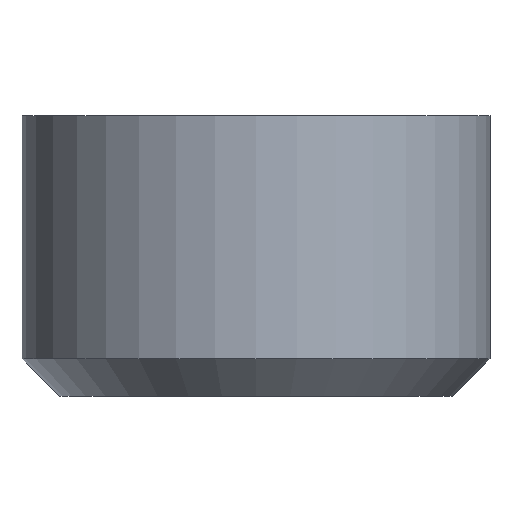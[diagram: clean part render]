
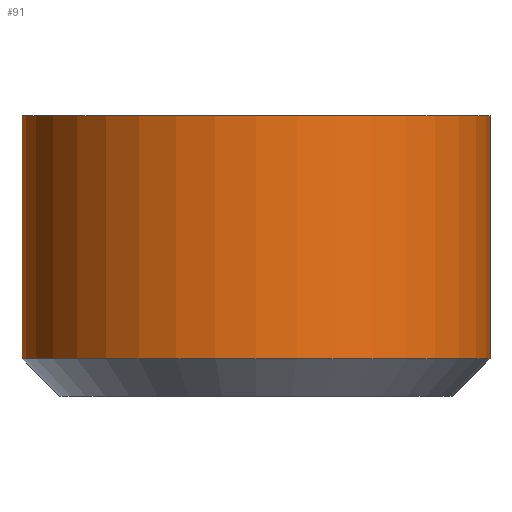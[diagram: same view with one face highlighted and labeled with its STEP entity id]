
A CAD part, front view. The second image highlights one B-rep face of the part: STEP entity #91.
In plain terms, the highlighted cylindrical face has radius 2.5 mm (diameter 5 mm), a full revolution.
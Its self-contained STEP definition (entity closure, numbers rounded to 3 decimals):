
#20=CYLINDRICAL_SURFACE('',#117,2.5);
#25=FACE_OUTER_BOUND('',#32,.T.);
#32=EDGE_LOOP('',(#79,#80,#81,#82));
#38=LINE('',#170,#42);
#42=VECTOR('',#146,2.5);
#46=CIRCLE('',#113,2.5);
#47=CIRCLE('',#115,2.5);
#52=VERTEX_POINT('',#161);
#53=VERTEX_POINT('',#164);
#60=EDGE_CURVE('',#52,#52,#46,.T.);
#61=EDGE_CURVE('',#53,#53,#47,.T.);
#64=EDGE_CURVE('',#52,#53,#38,.T.);
#79=ORIENTED_EDGE('',*,*,#60,.F.);
#80=ORIENTED_EDGE('',*,*,#64,.T.);
#81=ORIENTED_EDGE('',*,*,#61,.F.);
#82=ORIENTED_EDGE('',*,*,#64,.F.);
#91=ADVANCED_FACE('',(#25),#20,.T.);
#113=AXIS2_PLACEMENT_3D('',#162,#135,#136);
#115=AXIS2_PLACEMENT_3D('',#165,#139,#140);
#117=AXIS2_PLACEMENT_3D('',#169,#144,#145);
#135=DIRECTION('center_axis',(0.,0.,1.));
#136=DIRECTION('ref_axis',(1.,0.,0.));
#139=DIRECTION('center_axis',(0.,0.,-1.));
#140=DIRECTION('ref_axis',(1.,0.,0.));
#144=DIRECTION('center_axis',(0.,0.,1.));
#145=DIRECTION('ref_axis',(1.,0.,0.));
#146=DIRECTION('',(0.,0.,-1.));
#161=CARTESIAN_POINT('',(9.,-29.,3.));
#162=CARTESIAN_POINT('Origin',(11.5,-29.,3.));
#164=CARTESIAN_POINT('',(9.,-29.,0.4));
#165=CARTESIAN_POINT('Origin',(11.5,-29.,0.4));
#169=CARTESIAN_POINT('Origin',(11.5,-29.,0.));
#170=CARTESIAN_POINT('',(9.,-29.,0.));
